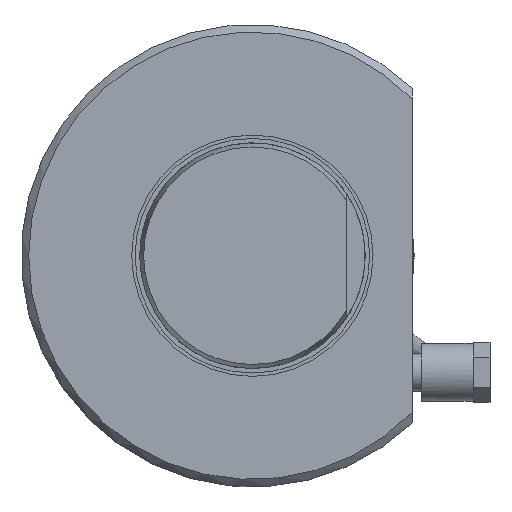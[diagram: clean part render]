
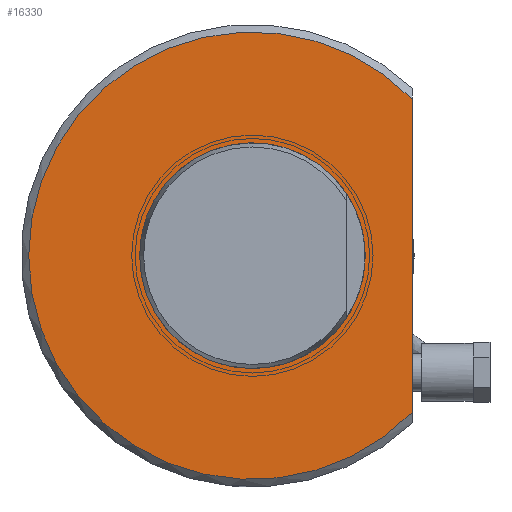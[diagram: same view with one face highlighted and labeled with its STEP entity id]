
A CAD part, front view. The second image highlights one B-rep face of the part: STEP entity #16330.
In plain terms, the highlighted planar face has unit normal (0, -1, 0).
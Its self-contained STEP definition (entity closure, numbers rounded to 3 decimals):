
#7 = DIRECTION ( 'NONE',  ( 1., 0., 0. ) ) ;
#442 = DIRECTION ( 'NONE',  ( 1., 0., 0. ) ) ;
#702 = VERTEX_POINT ( 'NONE', #8529 ) ;
#1070 = FACE_OUTER_BOUND ( 'NONE', #9714, .T. ) ;
#2465 = DIRECTION ( 'NONE',  ( 0., 1., 0. ) ) ;
#3831 = CIRCLE ( 'NONE', #13520, 59.5 ) ;
#5119 = CARTESIAN_POINT ( 'NONE',  ( -32.15, 0., 0. ) ) ;
#5339 = DIRECTION ( 'NONE',  ( 0., 0., -1. ) ) ;
#8288 = ORIENTED_EDGE ( 'NONE', *, *, #15128, .F. ) ;
#8529 = CARTESIAN_POINT ( 'NONE',  ( 42.5, 0., 41.641 ) ) ;
#9110 = CARTESIAN_POINT ( 'NONE',  ( 42.5, 0., 41.641 ) ) ;
#9714 = EDGE_LOOP ( 'NONE', ( #11719, #8288 ) ) ;
#10038 = EDGE_CURVE ( 'NONE', #14920, #702, #3831, .T. ) ;
#10667 = AXIS2_PLACEMENT_3D ( 'NONE', #5119, #12393, #442 ) ;
#11719 = ORIENTED_EDGE ( 'NONE', *, *, #10038, .F. ) ;
#11879 = CARTESIAN_POINT ( 'NONE',  ( 0., 0., 0. ) ) ;
#12393 = DIRECTION ( 'NONE',  ( 0., -1., 0. ) ) ;
#12797 = VECTOR ( 'NONE', #5339, 1000. ) ;
#13520 = AXIS2_PLACEMENT_3D ( 'NONE', #11879, #2465, #7 ) ;
#14920 = VERTEX_POINT ( 'NONE', #15981 ) ;
#15128 = EDGE_CURVE ( 'NONE', #702, #14920, #17026, .T. ) ;
#15981 = CARTESIAN_POINT ( 'NONE',  ( 42.5, 0., -41.641 ) ) ;
#16330 = ADVANCED_FACE ( 'NONE', ( #1070 ), #16984, .T. ) ;
#16984 = PLANE ( 'NONE',  #10667 ) ;
#17026 = LINE ( 'NONE', #9110, #12797 ) ;
